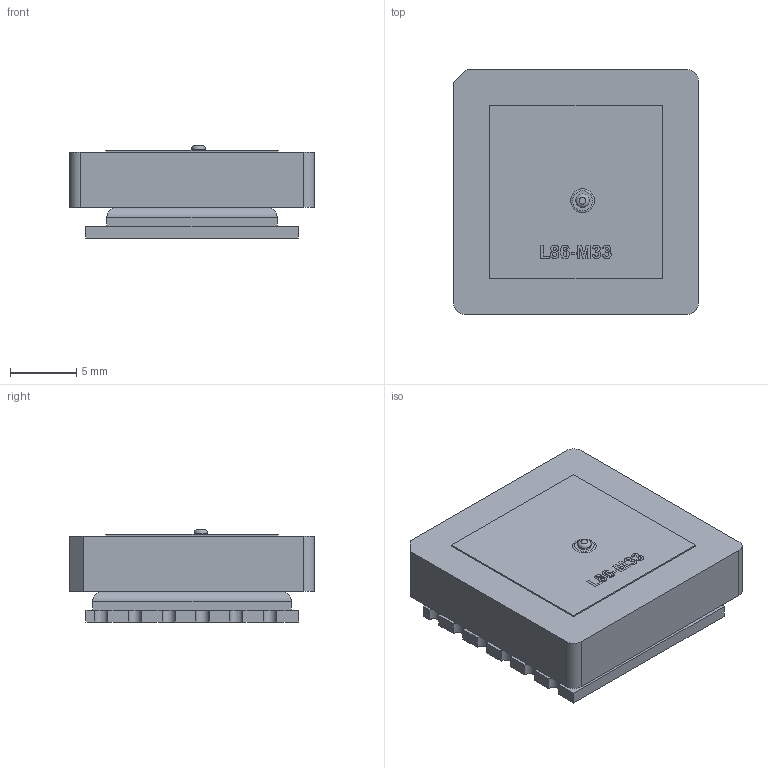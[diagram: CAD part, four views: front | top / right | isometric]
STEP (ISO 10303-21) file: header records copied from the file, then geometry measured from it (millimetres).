
FILE_DESCRIPTION(/* description */ (''),/* implementation_level */ '2;1');
FILE_NAME(/* name */ 'L89-M33 Quecel.step',/* time_stamp */ '2022-12-29T23:18:54+01:00',/* author */ (''),/* organization */ (''),/* preprocessor_version */ 'ST-DEVELOPER v19.2',/* originating_system */ 'Autodesk Translation Framework v11.17.0.187',/* authorisation */ '');
FILE_SCHEMA (('AUTOMOTIVE_DESIGN { 1 0 10303 214 3 1 1 }'));
Length unit declared in the file: millimetre
Products named in the file (1): L89-M33 Quecel (GPS/GNSS)
Bounding box: 18.4 x 18.4 x 6.97 mm (x, y, z)
Volume: 1906.2 mm3; surface area: 2468.4 mm2
Topology: 29 solids, 29 shells, 603 faces, 1600 edges, 1065 vertices
Faces by surface type: bspline 315, plane 262, cylinder 24, torus 2
Full cylindrical faces by diameter (mm): 1.02 x5
Entity records: 22016 total; most frequent: CARTESIAN_POINT 9025, ORIENTED_EDGE 3200, EDGE_CURVE 1600, DIRECTION 1597, VERTEX_POINT 1065, LINE 921, VECTOR 921, EDGE_LOOP 641
